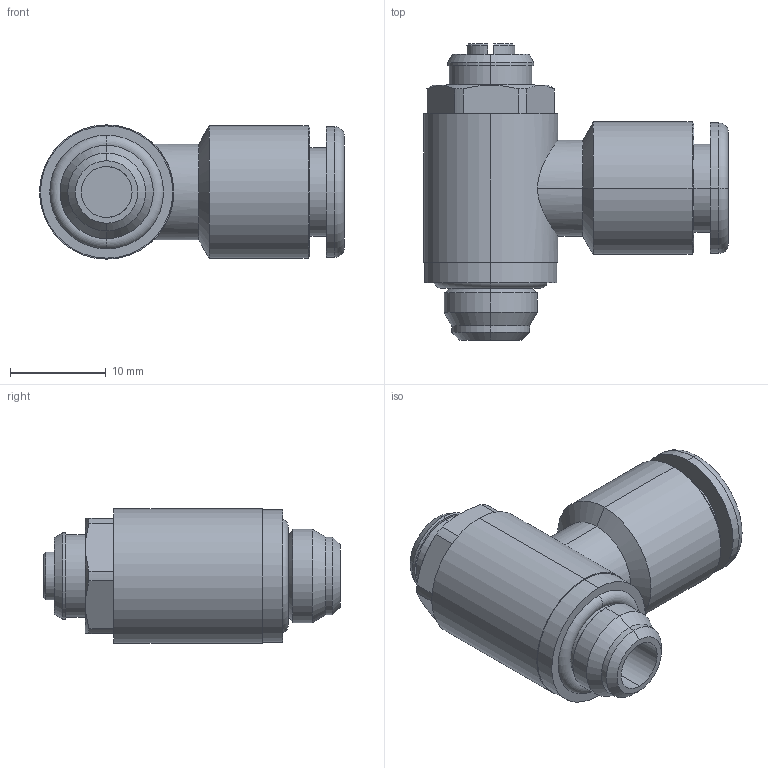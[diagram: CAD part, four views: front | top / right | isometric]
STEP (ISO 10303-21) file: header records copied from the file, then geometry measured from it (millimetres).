
FILE_DESCRIPTION(('HOOPS Exchange Step'),'2;1');
FILE_NAME('export-CA37027D-EA15-4DD9-962D-8031839E3653.stp','2021-05-15T15:07:34+02:00',('Engineering'),('Alibre'),'HOOPS Exchange 2020.1','Alibre','Unknown authorisation');
FILE_SCHEMA( ('AP242_MANAGED_MODEL_BASED_3D_ENGINEERING_MIM_LF {1 0 10303 442 1 1 4 }') );
Length unit declared in the file: millimetre
Products named in the file (1): 5599 9001005C Ø8x18 Cilinder MRF O Brass flow regulator M
Bounding box: 31.8 x 30.9 x 14 mm (x, y, z)
Volume: 4278.7 mm3; surface area: 3399.6 mm2
Topology: 1 solids, 1 shells, 78 faces, 172 edges, 106 vertices
Faces by surface type: cylinder 35, plane 23, cone 16, torus 4
Entity records: 2400 total; most frequent: CARTESIAN_POINT 588, DIRECTION 402, ORIENTED_EDGE 344, EDGE_CURVE 172, AXIS2_PLACEMENT_3D 166, VERTEX_POINT 106, EDGE_LOOP 90, FACE_BOUND 90
